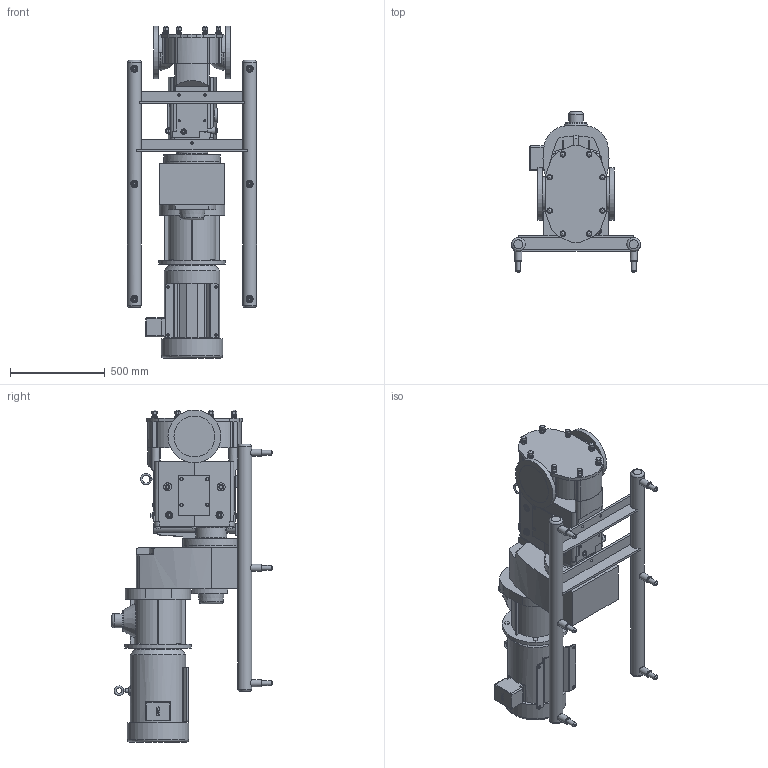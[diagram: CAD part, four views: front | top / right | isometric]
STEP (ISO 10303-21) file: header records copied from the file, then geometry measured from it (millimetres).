
FILE_DESCRIPTION(/* description */ (''),/* implementation_level */ '2;1');
FILE_NAME(/* name */ 'U3_320U3_256TC_6.0x6.0_S-Line_20HP_LH_SM.stp',/* time_stamp */ '2021-05-24T19:15:13+06:00',/* author */ ('trtmhr'),/* organization */ (''),/* preprocessor_version */ 'ST-DEVELOPER v18.1',/* originating_system */ 'Autodesk Inventor 2020',/* authorisation */ '');
FILE_SCHEMA (('AUTOMOTIVE_DESIGN { 1 0 10303 214 3 1 1 }'));
Length unit declared in the file: inch
Products named in the file (1): U3_320U3_256TC_6.0x6.0_S-Line_20HP_LH_SM
Bounding box: 682.62 x 849.16 x 1756.61 mm (x, y, z)
Volume: 177198930.4 mm3; surface area: 4436151.8 mm2
Topology: 4 solids, 4 shells, 999 faces, 2703 edges, 1790 vertices
Faces by surface type: plane 530, cylinder 248, bspline 86, torus 69, cone 56, sphere 10
Full cylindrical faces by diameter (mm): 7.798 x1, 10.719 x4, 12.7 x2, 13.462 x4, 14.3 x3, 14.478 x1, 15.24 x1, 19.304 x1, 23.012 x8, 23.876 x3, 25.4 x11, 29.083 x8, 29.21 x2, 31.75 x3, 38.1 x10, 42.672 x2, 75.997 x1, 111.989 x1, 203.2 x2, 215.9 x2, 250.012 x1, 279.4 x2, 292.329 x1, 299.974 x1, 299.999 x1, 324.612 x1, 350.012 x1
Entity records: 34453 total; most frequent: CARTESIAN_POINT 9273, ORIENTED_EDGE 5364, DIRECTION 5102, EDGE_CURVE 2682, AXIS2_PLACEMENT_3D 1888, VERTEX_POINT 1790, LINE 1326, VECTOR 1326
